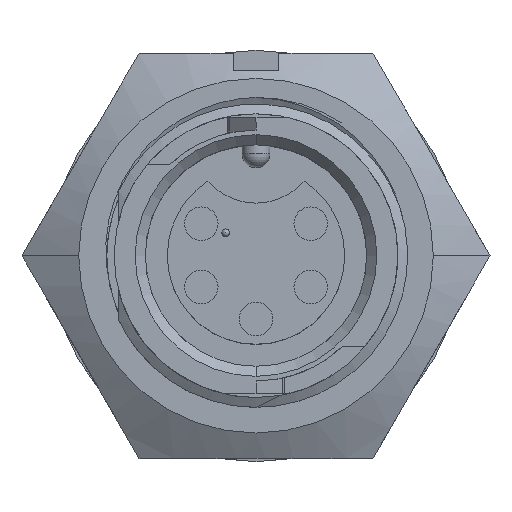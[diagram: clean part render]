
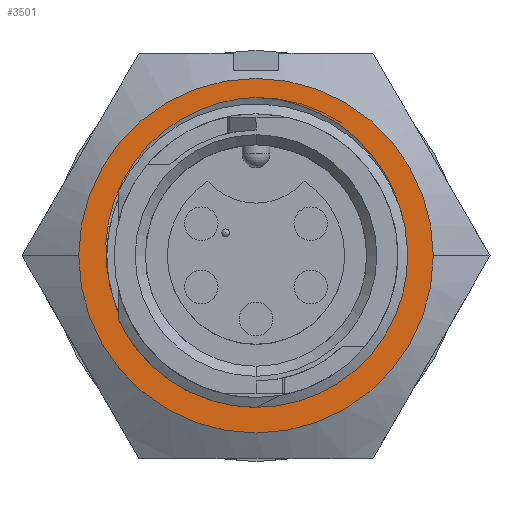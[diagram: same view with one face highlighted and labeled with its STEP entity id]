
A CAD part, top view. The second image highlights one B-rep face of the part: STEP entity #3501.
In plain terms, the highlighted planar face has unit normal (0, 0, 1).
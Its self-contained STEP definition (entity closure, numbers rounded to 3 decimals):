
#82 = EDGE_CURVE ( 'NONE', #10534, #1316, #10793, .T. ) ;
#250 = CARTESIAN_POINT ( 'NONE',  ( 0., 7.938, -6.216 ) ) ;
#273 = ORIENTED_EDGE ( 'NONE', *, *, #4851, .F. ) ;
#660 = CARTESIAN_POINT ( 'NONE',  ( -2.248, 7.557, -6.216 ) ) ;
#735 = CARTESIAN_POINT ( 'NONE',  ( 0., 7.938, -6.216 ) ) ;
#816 = CARTESIAN_POINT ( 'NONE',  ( -2.787, 7.354, -6.216 ) ) ;
#975 = ORIENTED_EDGE ( 'NONE', *, *, #12031, .T. ) ;
#1049 = CARTESIAN_POINT ( 'NONE',  ( 6.255, 4.516, -6.216 ) ) ;
#1316 = VERTEX_POINT ( 'NONE', #250 ) ;
#1699 = VERTEX_POINT ( 'NONE', #13555 ) ;
#1710 = CARTESIAN_POINT ( 'NONE',  ( 1.136, 7.824, -6.216 ) ) ;
#3203 = CARTESIAN_POINT ( 'NONE',  ( 0., 0., -6.216 ) ) ;
#3312 = CARTESIAN_POINT ( 'NONE',  ( -7.536, 0.794, -6.216 ) ) ;
#3367 = DIRECTION ( 'NONE',  ( -1., 0., 0. ) ) ;
#3443 = CARTESIAN_POINT ( 'NONE',  ( 0., 0., -6.216 ) ) ;
#3468 = CARTESIAN_POINT ( 'NONE',  ( 7.334, -1.47, -6.216 ) ) ;
#3469 = CARTESIAN_POINT ( 'NONE',  ( -5.156, 5.813, -6.216 ) ) ;
#3501 = ADVANCED_FACE ( 'NONE', ( #10605, #15486 ), #15645, .F. ) ;
#3749 = AXIS2_PLACEMENT_3D ( 'NONE', #3443, #13099, #3367 ) ;
#4368 = CARTESIAN_POINT ( 'NONE',  ( 0.286, 7.929, -6.216 ) ) ;
#4509 = CIRCLE ( 'NONE', #3749, 8.89 ) ;
#4521 = CARTESIAN_POINT ( 'NONE',  ( 0., 7.938, -6.216 ) ) ;
#4575 = DIRECTION ( 'NONE',  ( 0., 0., -1. ) ) ;
#4585 = EDGE_CURVE ( 'NONE', #6617, #12091, #4509, .T. ) ;
#4601 = CARTESIAN_POINT ( 'NONE',  ( 7.475, 1.355, -6.216 ) ) ;
#4765 = EDGE_LOOP ( 'NONE', ( #11059, #15301 ) ) ;
#4796 = DIRECTION ( 'NONE',  ( -1., 0., 0. ) ) ;
#4851 = EDGE_CURVE ( 'NONE', #10534, #1699, #9641, .T. ) ;
#5724 = CARTESIAN_POINT ( 'NONE',  ( -1.142, 7.839, -6.216 ) ) ;
#5757 = DIRECTION ( 'NONE',  ( 0., 0., -1. ) ) ;
#5815 = CIRCLE ( 'NONE', #10448, 8.89 ) ;
#5877 = CARTESIAN_POINT ( 'NONE',  ( -7.517, -0.343, -6.216 ) ) ;
#5954 = CARTESIAN_POINT ( 'NONE',  ( 7.466, -0.913, -6.216 ) ) ;
#6036 = CARTESIAN_POINT ( 'NONE',  ( 7.23, 2.457, -6.216 ) ) ;
#6097 = CARTESIAN_POINT ( 'NONE',  ( 0., 0., -6.216 ) ) ;
#6409 = CARTESIAN_POINT ( 'NONE',  ( -7.334, -1.47, -6.216 ) ) ;
#6616 = CARTESIAN_POINT ( 'NONE',  ( 4.269, 6.536, -6.216 ) ) ;
#6617 = VERTEX_POINT ( 'NONE', #9094 ) ;
#6774 = CARTESIAN_POINT ( 'NONE',  ( -3.795, 6.844, -6.216 ) ) ;
#7091 = CARTESIAN_POINT ( 'NONE',  ( -7.334, -1.47, -6.216 ) ) ;
#7167 = CARTESIAN_POINT ( 'NONE',  ( 7.532, -0.351, -6.216 ) ) ;
#7590 = AXIS2_PLACEMENT_3D ( 'NONE', #6097, #11028, #13501 ) ;
#7823 = CARTESIAN_POINT ( 'NONE',  ( 1.417, 7.769, -6.216 ) ) ;
#8059 = CARTESIAN_POINT ( 'NONE',  ( -7.4, -1.192, -6.216 ) ) ;
#8142 = CARTESIAN_POINT ( 'NONE',  ( -8.89, 0., -6.216 ) ) ;
#8143 = CARTESIAN_POINT ( 'NONE',  ( -7.04, 3.009, -6.216 ) ) ;
#8218 = CARTESIAN_POINT ( 'NONE',  ( -6.555, 4.03, -6.216 ) ) ;
#8379 = EDGE_LOOP ( 'NONE', ( #15801, #975, #273 ) ) ;
#8473 = AXIS2_PLACEMENT_3D ( 'NONE', #15799, #5757, #4796 ) ;
#9094 = CARTESIAN_POINT ( 'NONE',  ( 8.89, 0., -6.216 ) ) ;
#9109 = CARTESIAN_POINT ( 'NONE',  ( 5.55, 5.413, -6.216 ) ) ;
#9348 = CARTESIAN_POINT ( 'NONE',  ( 2.242, 7.558, -6.216 ) ) ;
#9584 = CARTESIAN_POINT ( 'NONE',  ( -6.251, 4.521, -6.216 ) ) ;
#9641 = CIRCLE ( 'NONE', #7590, 7.48 ) ;
#9665 = CARTESIAN_POINT ( 'NONE',  ( 7.047, 2.994, -6.216 ) ) ;
#10330 = CARTESIAN_POINT ( 'NONE',  ( 2.774, 7.36, -6.216 ) ) ;
#10448 = AXIS2_PLACEMENT_3D ( 'NONE', #3203, #4575, #15431 ) ;
#10534 = VERTEX_POINT ( 'NONE', #6409 ) ;
#10605 = FACE_BOUND ( 'NONE', #8379, .T. ) ;
#10789 = EDGE_CURVE ( 'NONE', #12091, #6617, #5815, .T. ) ;
#10793 = B_SPLINE_CURVE_WITH_KNOTS ( 'NONE', 3,
 ( #7091, #8059, #15610, #5877, #11693, #3312, #11852, #14252, #8143, #8218, #9584, #15381, #3469, #12967, #6774, #816, #660, #5724, #11775, #4521 ),
 .UNSPECIFIED., .F., .F.,
 ( 4, 2, 2, 2, 2, 2, 2, 2, 2, 4 ),
 ( 0., 0.001, 0.002, 0.003, 0.005, 0.007, 0.009, 0.01, 0.012, 0.014 ),
 .UNSPECIFIED. ) ;
#11028 = DIRECTION ( 'NONE',  ( 0., 0., 1. ) ) ;
#11059 = ORIENTED_EDGE ( 'NONE', *, *, #10789, .F. ) ;
#11693 = CARTESIAN_POINT ( 'NONE',  ( -7.534, -0.057, -6.216 ) ) ;
#11775 = CARTESIAN_POINT ( 'NONE',  ( -0.572, 7.92, -6.216 ) ) ;
#11852 = CARTESIAN_POINT ( 'NONE',  ( -7.475, 1.358, -6.216 ) ) ;
#12031 = EDGE_CURVE ( 'NONE', #1316, #1699, #12479, .T. ) ;
#12091 = VERTEX_POINT ( 'NONE', #8142 ) ;
#12479 = B_SPLINE_CURVE_WITH_KNOTS ( 'NONE', 3,
 ( #735, #4368, #15220, #1710, #7823, #9348, #10330, #15141, #6616, #12662, #9109, #1049, #15761, #9665, #6036, #4601, #14567, #7167, #5954, #3468 ),
 .UNSPECIFIED., .F., .F.,
 ( 4, 2, 2, 2, 2, 2, 2, 2, 2, 4 ),
 ( 0., 0.001, 0.002, 0.003, 0.005, 0.007, 0.009, 0.01, 0.012, 0.014 ),
 .UNSPECIFIED. ) ;
#12662 = CARTESIAN_POINT ( 'NONE',  ( 5.145, 5.822, -6.216 ) ) ;
#12967 = CARTESIAN_POINT ( 'NONE',  ( -4.27, 6.536, -6.216 ) ) ;
#13099 = DIRECTION ( 'NONE',  ( 0., 0., -1. ) ) ;
#13501 = DIRECTION ( 'NONE',  ( 1., 0., 0. ) ) ;
#13555 = CARTESIAN_POINT ( 'NONE',  ( 7.334, -1.47, -6.216 ) ) ;
#14252 = CARTESIAN_POINT ( 'NONE',  ( -7.225, 2.475, -6.216 ) ) ;
#14567 = CARTESIAN_POINT ( 'NONE',  ( 7.537, 0.781, -6.216 ) ) ;
#15141 = CARTESIAN_POINT ( 'NONE',  ( 3.795, 6.845, -6.216 ) ) ;
#15220 = CARTESIAN_POINT ( 'NONE',  ( 0.57, 7.904, -6.216 ) ) ;
#15301 = ORIENTED_EDGE ( 'NONE', *, *, #4585, .F. ) ;
#15381 = CARTESIAN_POINT ( 'NONE',  ( -5.552, 5.41, -6.216 ) ) ;
#15431 = DIRECTION ( 'NONE',  ( -1., 0., 0. ) ) ;
#15486 = FACE_OUTER_BOUND ( 'NONE', #4765, .T. ) ;
#15610 = CARTESIAN_POINT ( 'NONE',  ( -7.45, -0.91, -6.216 ) ) ;
#15645 = PLANE ( 'NONE',  #8473 ) ;
#15761 = CARTESIAN_POINT ( 'NONE',  ( 6.557, 4.028, -6.216 ) ) ;
#15799 = CARTESIAN_POINT ( 'NONE',  ( -5.866, -10.16, -6.216 ) ) ;
#15801 = ORIENTED_EDGE ( 'NONE', *, *, #82, .T. ) ;
